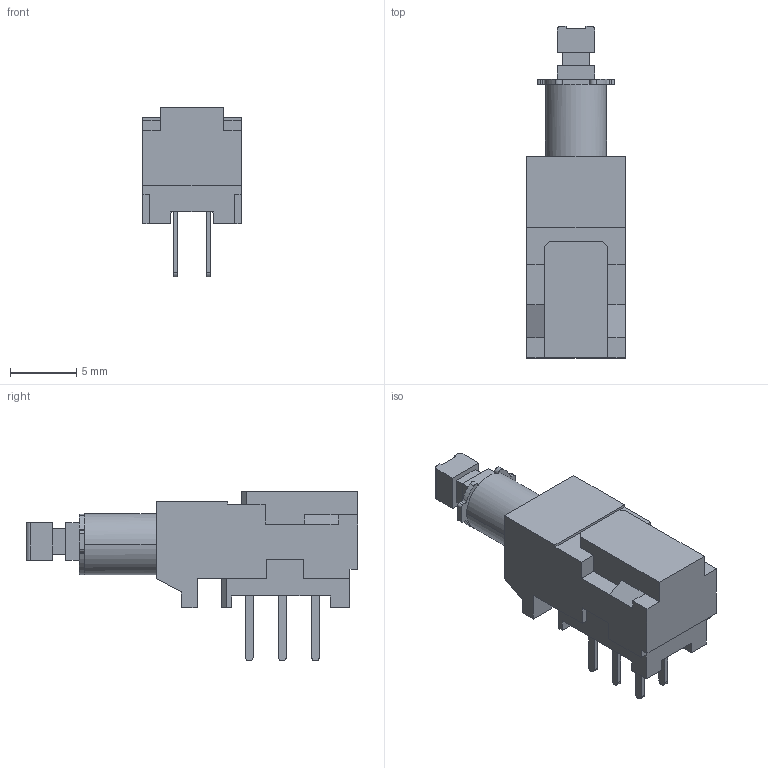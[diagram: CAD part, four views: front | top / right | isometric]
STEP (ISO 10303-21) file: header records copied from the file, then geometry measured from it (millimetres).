
FILE_DESCRIPTION (( 'STEP AP214' ), '1' );
FILE_NAME ('SPUJ190900.STEP', '2010-03-09T10:50:27', ( '' ), ( '' ), 'SwSTEP 2.0', 'SolidWorks 2007', '' );
FILE_SCHEMA (( 'AUTOMOTIVE_DESIGN' ));
Length unit declared in the file: millimetre
Products named in the file (1): SPUJ190900
Bounding box: 7.4 x 25 x 12.8 mm (x, y, z)
Volume: 877.5 mm3; surface area: 804.9 mm2
Topology: 1 solids, 1 shells, 153 faces, 416 edges, 273 vertices
Faces by surface type: plane 124, cylinder 29
Entity records: 6082 total; most frequent: CARTESIAN_POINT 843, ORIENTED_EDGE 832, DIRECTION 790, EDGE_CURVE 416, VECTOR 350, LINE 350, VERTEX_POINT 273, AXIS2_PLACEMENT_3D 220
